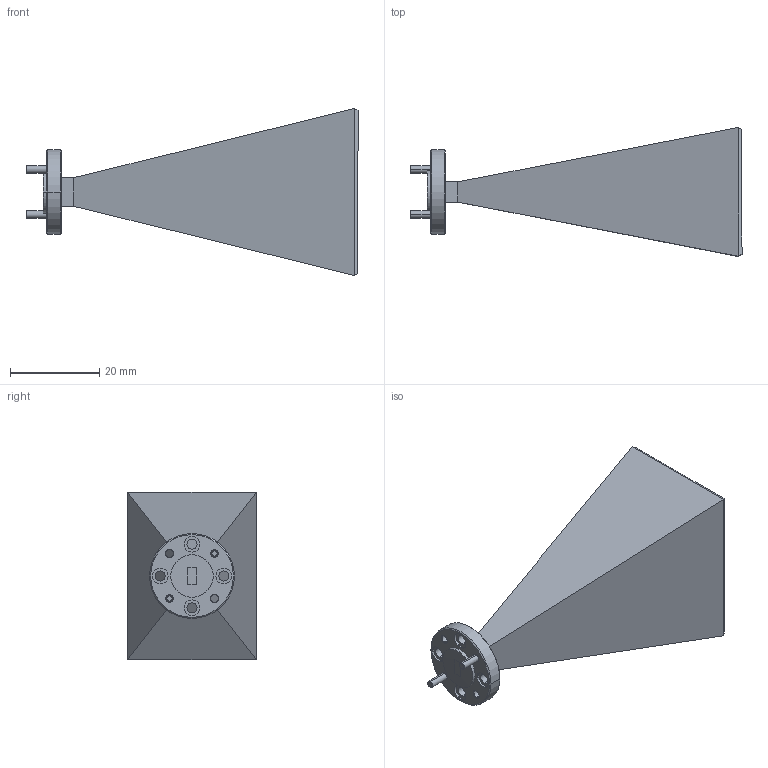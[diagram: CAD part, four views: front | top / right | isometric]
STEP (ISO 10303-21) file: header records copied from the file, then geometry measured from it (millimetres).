
FILE_DESCRIPTION (( 'STEP AP203' ), '1' );
FILE_NAME ('SAR-2408-15-S2222_11.STEP', '2017-08-22T18:16:28', ( '' ), ( '' ), 'SwSTEP 2.0', 'SolidWorks 2013', '' );
FILE_SCHEMA (( 'CONFIG_CONTROL_DESIGN' ));
Length unit declared in the file: inch
Products named in the file (1): SAR-2408-15-S2222_11
Bounding box: 74.49 x 28.92 x 37.48 mm (x, y, z)
Surface area: 7162.7 mm2 (no closed solid volume)
Topology: 0 solids, 4 shells, 85 faces, 192 edges, 120 vertices
Faces by surface type: cylinder 36, plane 25, cone 24
Entity records: 2494 total; most frequent: DIRECTION 456, CARTESIAN_POINT 410, ORIENTED_EDGE 380, EDGE_CURVE 192, AXIS2_PLACEMENT_3D 182, VERTEX_POINT 120, EDGE_LOOP 107, CIRCLE 96
